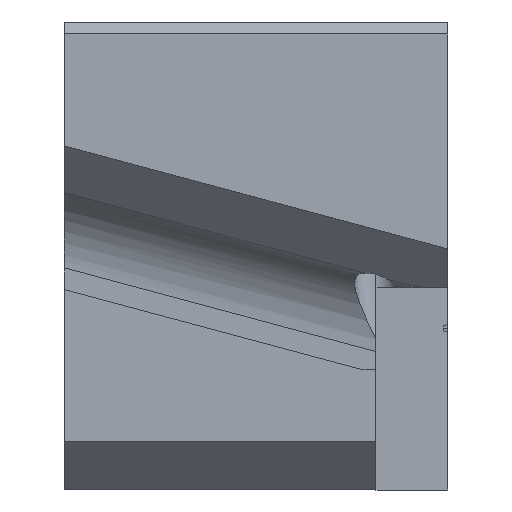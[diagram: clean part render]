
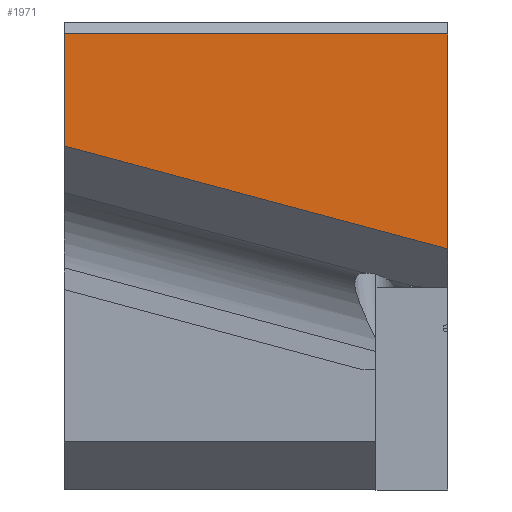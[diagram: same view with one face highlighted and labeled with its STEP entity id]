
A CAD part, left-side view. The second image highlights one B-rep face of the part: STEP entity #1971.
In plain terms, the highlighted planar face has unit normal (-1, 0, 0).
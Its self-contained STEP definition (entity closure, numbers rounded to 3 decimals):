
#50 = LINE ( 'NONE', #1468, #2524 ) ;
#105 = VERTEX_POINT ( 'NONE', #2190 ) ;
#111 = VECTOR ( 'NONE', #804, 1000. ) ;
#237 = CARTESIAN_POINT ( 'NONE',  ( -135., 0., -9.451 ) ) ;
#416 = VERTEX_POINT ( 'NONE', #677 ) ;
#476 = EDGE_CURVE ( 'NONE', #1034, #416, #50, .T. ) ;
#635 = VECTOR ( 'NONE', #1184, 1000. ) ;
#656 = AXIS2_PLACEMENT_3D ( 'NONE', #1416, #1408, #1404 ) ;
#677 = CARTESIAN_POINT ( 'NONE',  ( -135., 16., -0.5 ) ) ;
#700 = LINE ( 'NONE', #1221, #1618 ) ;
#804 = DIRECTION ( 'NONE',  ( 0., 0., 1. ) ) ;
#810 = CARTESIAN_POINT ( 'NONE',  ( -135., 0., 0. ) ) ;
#1034 = VERTEX_POINT ( 'NONE', #2520 ) ;
#1171 = LINE ( 'NONE', #810, #111 ) ;
#1184 = DIRECTION ( 'NONE',  ( 0., -0.966, -0.259 ) ) ;
#1190 = CARTESIAN_POINT ( 'NONE',  ( -135., 2.363, -8.818 ) ) ;
#1196 = DIRECTION ( 'NONE',  ( 0., 0., -1. ) ) ;
#1221 = CARTESIAN_POINT ( 'NONE',  ( -135., 16., 0. ) ) ;
#1303 = FACE_OUTER_BOUND ( 'NONE', #2252, .T. ) ;
#1404 = DIRECTION ( 'NONE',  ( 0., 0., -1. ) ) ;
#1408 = DIRECTION ( 'NONE',  ( 1., 0., 0. ) ) ;
#1414 = DIRECTION ( 'NONE',  ( 0., 1., 0. ) ) ;
#1416 = CARTESIAN_POINT ( 'NONE',  ( -135., 0., 0. ) ) ;
#1468 = CARTESIAN_POINT ( 'NONE',  ( -135., 0., -0.5 ) ) ;
#1470 = PLANE ( 'NONE',  #656 ) ;
#1618 = VECTOR ( 'NONE', #1196, 1000. ) ;
#1781 = VERTEX_POINT ( 'NONE', #237 ) ;
#1971 = ADVANCED_FACE ( 'NONE', ( #1303 ), #1470, .F. ) ;
#2008 = EDGE_CURVE ( 'NONE', #416, #105, #700, .T. ) ;
#2016 = EDGE_CURVE ( 'NONE', #105, #1781, #2135, .T. ) ;
#2094 = ORIENTED_EDGE ( 'NONE', *, *, #2016, .T. ) ;
#2130 = EDGE_CURVE ( 'NONE', #1781, #1034, #1171, .T. ) ;
#2135 = LINE ( 'NONE', #1190, #635 ) ;
#2178 = ORIENTED_EDGE ( 'NONE', *, *, #476, .T. ) ;
#2190 = CARTESIAN_POINT ( 'NONE',  ( -135., 16., -5.164 ) ) ;
#2210 = ORIENTED_EDGE ( 'NONE', *, *, #2130, .T. ) ;
#2252 = EDGE_LOOP ( 'NONE', ( #2210, #2178, #2468, #2094 ) ) ;
#2468 = ORIENTED_EDGE ( 'NONE', *, *, #2008, .T. ) ;
#2520 = CARTESIAN_POINT ( 'NONE',  ( -135., 0., -0.5 ) ) ;
#2524 = VECTOR ( 'NONE', #1414, 1000. ) ;
